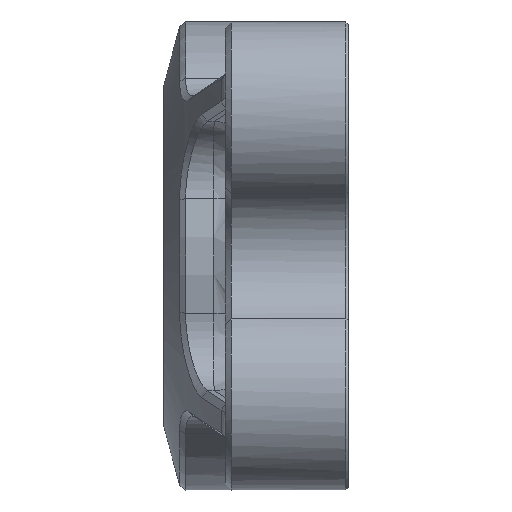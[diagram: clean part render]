
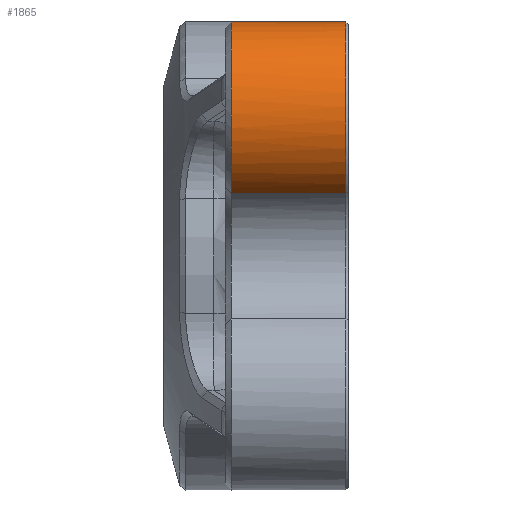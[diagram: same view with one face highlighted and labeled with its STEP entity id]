
A CAD part, left-side view. The second image highlights one B-rep face of the part: STEP entity #1865.
In plain terms, the highlighted free-form (B-spline) face has degree [2, 1] with [3, 2] control points.
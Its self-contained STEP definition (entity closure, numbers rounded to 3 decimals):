
#400 = VERTEX_POINT('',#401);
#401 = CARTESIAN_POINT('',(0.,-26.06,53.705));
#406 = EDGE_CURVE('',#407,#400,#409,.T.);
#407 = VERTEX_POINT('',#408);
#408 = CARTESIAN_POINT('',(-6.917,-26.06,
    29.249));
#409 = ( BOUNDED_CURVE() B_SPLINE_CURVE(2,(#410,#411,#412),
.UNSPECIFIED.,.F.,.F.) B_SPLINE_CURVE_WITH_KNOTS((3,3),(3.693,
6.283),.PIECEWISE_BEZIER_KNOTS.) CURVE() 
GEOMETRIC_REPRESENTATION_ITEM() RATIONAL_B_SPLINE_CURVE((1.,
0.272,1.)) REPRESENTATION_ITEM('') );
#410 = CARTESIAN_POINT('',(-6.917,-26.06,
    29.249));
#411 = CARTESIAN_POINT('',(-46.691,-26.06,
    53.705));
#412 = CARTESIAN_POINT('',(0.,-26.06,
    53.705));
#1865 = ADVANCED_FACE('',(#1866),#1889,.T.);
#1866 = FACE_BOUND('',#1867,.T.);
#1867 = EDGE_LOOP('',(#1868,#1869,#1876,#1884));
#1868 = ORIENTED_EDGE('',*,*,#406,.T.);
#1869 = ORIENTED_EDGE('',*,*,#1870,.T.);
#1870 = EDGE_CURVE('',#400,#1871,#1873,.T.);
#1871 = VERTEX_POINT('',#1872);
#1872 = CARTESIAN_POINT('',(0.,-9.684,53.705));
#1873 = B_SPLINE_CURVE_WITH_KNOTS('',1,(#1874,#1875),.UNSPECIFIED.,.F.,
  .F.,(2,2),(0.254,12.065),.PIECEWISE_BEZIER_KNOTS.);
#1874 = CARTESIAN_POINT('',(0.,-26.06,53.705));
#1875 = CARTESIAN_POINT('',(0.,-9.684,53.705));
#1876 = ORIENTED_EDGE('',*,*,#1877,.T.);
#1877 = EDGE_CURVE('',#1871,#1878,#1880,.T.);
#1878 = VERTEX_POINT('',#1879);
#1879 = CARTESIAN_POINT('',(-6.917,-9.684,
    29.249));
#1880 = ( BOUNDED_CURVE() B_SPLINE_CURVE(2,(#1881,#1882,#1883),
.UNSPECIFIED.,.F.,.F.) B_SPLINE_CURVE_WITH_KNOTS((3,3),(0.,
2.59),.PIECEWISE_BEZIER_KNOTS.) CURVE() 
GEOMETRIC_REPRESENTATION_ITEM() RATIONAL_B_SPLINE_CURVE((1.,
0.272,1.)) REPRESENTATION_ITEM('') );
#1881 = CARTESIAN_POINT('',(0.,-9.684,53.705));
#1882 = CARTESIAN_POINT('',(-46.691,-9.684,
    53.705));
#1883 = CARTESIAN_POINT('',(-6.917,-9.684,
    29.249));
#1884 = ORIENTED_EDGE('',*,*,#1885,.F.);
#1885 = EDGE_CURVE('',#407,#1878,#1886,.T.);
#1886 = B_SPLINE_CURVE_WITH_KNOTS('',1,(#1887,#1888),.UNSPECIFIED.,.F.,
  .F.,(2,2),(0.254,12.065),.PIECEWISE_BEZIER_KNOTS.);
#1887 = CARTESIAN_POINT('',(-6.917,-26.06,
    29.249));
#1888 = CARTESIAN_POINT('',(-6.917,-9.684,
    29.249));
#1889 = ( BOUNDED_SURFACE() B_SPLINE_SURFACE(2,1,(
    (#1890,#1891)
    ,(#1892,#1893)
    ,(#1894,#1895
)),.UNSPECIFIED.,.F.,.F.,.F.) B_SPLINE_SURFACE_WITH_KNOTS((3,3),(2,2),(
    3.693,6.283),(0.254,12.065),
.PIECEWISE_BEZIER_KNOTS.) GEOMETRIC_REPRESENTATION_ITEM() 
RATIONAL_B_SPLINE_SURFACE((
    (1.,1.)
    ,(0.272,0.272)
,(1.,1.))) REPRESENTATION_ITEM('') SURFACE() );
#1890 = CARTESIAN_POINT('',(-6.917,-26.06,
    29.249));
#1891 = CARTESIAN_POINT('',(-6.917,-9.684,
    29.249));
#1892 = CARTESIAN_POINT('',(-46.691,-26.06,
    53.705));
#1893 = CARTESIAN_POINT('',(-46.691,-9.684,
    53.705));
#1894 = CARTESIAN_POINT('',(0.,-26.06,
    53.705));
#1895 = CARTESIAN_POINT('',(0.,-9.684,
    53.705));
